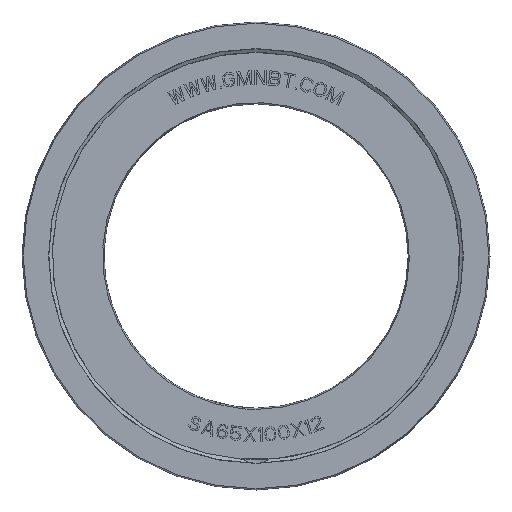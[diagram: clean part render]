
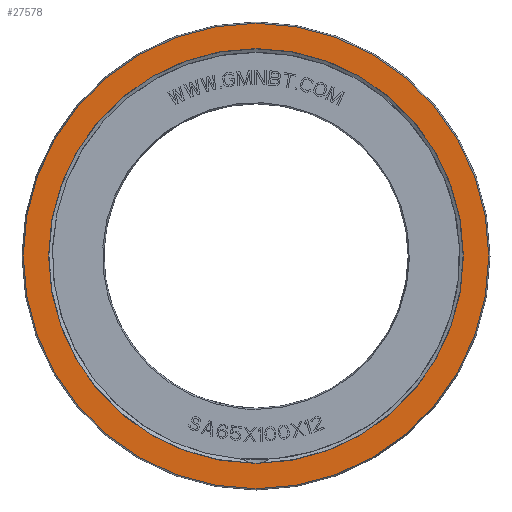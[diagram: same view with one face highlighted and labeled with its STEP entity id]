
A CAD part, front view. The second image highlights one B-rep face of the part: STEP entity #27578.
In plain terms, the highlighted planar face has unit normal (0, -1, 0).
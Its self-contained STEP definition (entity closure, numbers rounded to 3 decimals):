
#26673=CARTESIAN_POINT('',(0.,-6.,0.));
#26674=DIRECTION('',(0.,1.,0.));
#26675=DIRECTION('',(0.,0.,-1.));
#26676=AXIS2_PLACEMENT_3D('',#26673,#26674,#26675);
#26688=CARTESIAN_POINT('',(0.,-6.,0.));
#26689=DIRECTION('',(0.,-1.,0.));
#26690=DIRECTION('',(0.,0.,-1.));
#26691=AXIS2_PLACEMENT_3D('',#26688,#26689,#26690);
#26703=CARTESIAN_POINT('',(0.,-6.,0.));
#26704=DIRECTION('',(0.,1.,0.));
#26705=DIRECTION('',(0.,0.,-1.));
#26706=AXIS2_PLACEMENT_3D('',#26703,#26704,#26705);
#26711=CARTESIAN_POINT('',(0.,-6.,0.));
#26712=DIRECTION('',(0.,-1.,0.));
#26713=DIRECTION('',(0.,0.,-1.));
#26714=AXIS2_PLACEMENT_3D('',#26711,#26712,#26713);
#27463=CARTESIAN_POINT('',(0.,-6.,-44.316));
#27465=VERTEX_POINT('',#27463);
#27466=CARTESIAN_POINT('',(0.,-6.,-49.732));
#27468=VERTEX_POINT('',#27466);
#27482=CARTESIAN_POINT('',(0.,-6.,44.316));
#27483=VERTEX_POINT('',#27482);
#27484=CARTESIAN_POINT('',(0.,-6.,49.732));
#27486=VERTEX_POINT('',#27484);
#27563=CARTESIAN_POINT('',(0.,-6.,0.));
#27564=DIRECTION('',(0.,1.,0.));
#27565=DIRECTION('',(0.,0.,-1.));
#27566=AXIS2_PLACEMENT_3D('',#27563,#27564,#27565);
#27567=PLANE('',#27566);
#27568=ORIENTED_EDGE('',*,*,#27555,.F.);
#27569=ORIENTED_EDGE('',*,*,#27544,.T.);
#27570=EDGE_LOOP('',(#27568,#27569));
#27571=FACE_OUTER_BOUND('',#27570,.F.);
#27573=ORIENTED_EDGE('',*,*,#27572,.F.);
#27575=ORIENTED_EDGE('',*,*,#27574,.T.);
#27576=EDGE_LOOP('',(#27573,#27575));
#27577=FACE_BOUND('',#27576,.F.);
#26677=CIRCLE('',#26676,49.732);
#26692=CIRCLE('',#26691,49.732);
#26707=CIRCLE('',#26706,44.316);
#26715=CIRCLE('',#26714,44.316);
#27544=EDGE_CURVE('',#27468,#27486,#26677,.T.);
#27555=EDGE_CURVE('',#27468,#27486,#26692,.T.);
#27572=EDGE_CURVE('',#27465,#27483,#26707,.T.);
#27574=EDGE_CURVE('',#27465,#27483,#26715,.T.);
#27578=ADVANCED_FACE('',(#27571,#27577),#27567,.F.);
